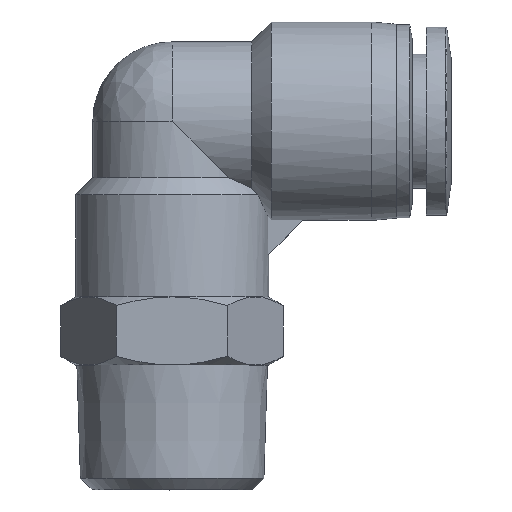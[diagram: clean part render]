
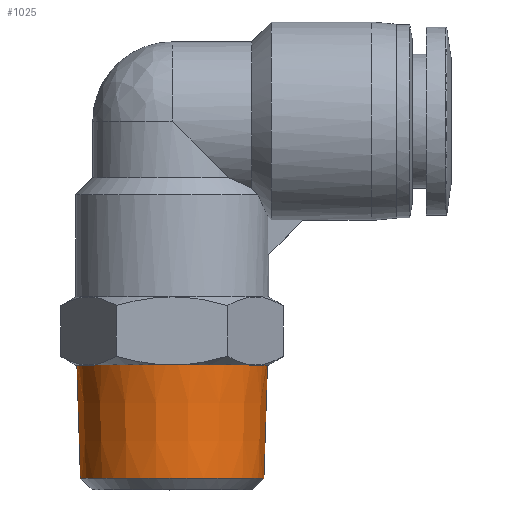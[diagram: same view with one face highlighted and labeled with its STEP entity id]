
A CAD part, top view. The second image highlights one B-rep face of the part: STEP entity #1025.
In plain terms, the highlighted conical face has half-angle 1.79 degrees and reference radius 8.4 mm.
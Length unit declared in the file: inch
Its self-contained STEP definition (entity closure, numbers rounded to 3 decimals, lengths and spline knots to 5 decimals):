
#39 = DIRECTION ( 'NONE',  ( -1., 0., 0. ) ) ;
#107 = EDGE_CURVE ( 'NONE', #5008, #619, #5191, .T. ) ;
#285 = CARTESIAN_POINT ( 'NONE',  ( 0., -0.23622, 0. ) ) ;
#609 = DIRECTION ( 'NONE',  ( -0.031, 1., 0. ) ) ;
#619 = VERTEX_POINT ( 'NONE', #1595 ) ;
#733 = ORIENTED_EDGE ( 'NONE', *, *, #2321, .F. ) ;
#1025 = ADVANCED_FACE ( 'NONE', ( #1744 ), #1534, .T. ) ;
#1036 = DIRECTION ( 'NONE',  ( 0.031, 1., 0. ) ) ;
#1205 = CARTESIAN_POINT ( 'NONE',  ( -0.33071, -0.23622, 0. ) ) ;
#1224 = CARTESIAN_POINT ( 'NONE',  ( -0.33071, -0.23622, 0.04329 ) ) ;
#1238 = CARTESIAN_POINT ( 'NONE',  ( -0.3221, -0.23622, 0.08656 ) ) ;
#1259 = CARTESIAN_POINT ( 'NONE',  ( -0.28897, -0.23622, 0.16655 ) ) ;
#1314 = CARTESIAN_POINT ( 'NONE',  ( -0.26446, -0.23622, 0.20324 ) ) ;
#1333 = CARTESIAN_POINT ( 'NONE',  ( -0.20324, -0.23622, 0.26446 ) ) ;
#1379 = CARTESIAN_POINT ( 'NONE',  ( -0.16655, -0.23622, 0.28897 ) ) ;
#1400 = CARTESIAN_POINT ( 'NONE',  ( -0.08656, -0.23622, 0.3221 ) ) ;
#1534 = CONICAL_SURFACE ( 'NONE', #3638, 0.33071, 0.031 ) ;
#1595 = CARTESIAN_POINT ( 'NONE',  ( -0.33071, -0.23622, 0. ) ) ;
#1597 = CARTESIAN_POINT ( 'NONE',  ( -0.04329, -0.23622, 0.33071 ) ) ;
#1613 = CARTESIAN_POINT ( 'NONE',  ( 0.04329, -0.23622, 0.33071 ) ) ;
#1631 = CARTESIAN_POINT ( 'NONE',  ( 0.08656, -0.23622, 0.3221 ) ) ;
#1672 = CARTESIAN_POINT ( 'NONE',  ( 0.16655, -0.23622, 0.28897 ) ) ;
#1688 = CARTESIAN_POINT ( 'NONE',  ( 0.20324, -0.23622, 0.26446 ) ) ;
#1706 = CARTESIAN_POINT ( 'NONE',  ( 0.26446, -0.23622, 0.20324 ) ) ;
#1722 = CARTESIAN_POINT ( 'NONE',  ( 0.28897, -0.23622, 0.16655 ) ) ;
#1744 = FACE_OUTER_BOUND ( 'NONE', #3885, .T. ) ;
#1759 = CARTESIAN_POINT ( 'NONE',  ( -0.3184, -0.62994, 0. ) ) ;
#1777 = CARTESIAN_POINT ( 'NONE',  ( 0.33071, -0.23622, 0. ) ) ;
#1794 = CARTESIAN_POINT ( 'NONE',  ( 0.3221, -0.23622, 0.08656 ) ) ;
#1903 = ORIENTED_EDGE ( 'NONE', *, *, #107, .T. ) ;
#2055 = VECTOR ( 'NONE', #1036, 39.37008 ) ;
#2059 = LINE ( 'NONE', #3456, #2055 ) ;
#2109 = CARTESIAN_POINT ( 'NONE',  ( 0.33071, -0.23622, 0.04329 ) ) ;
#2207 = CARTESIAN_POINT ( 'NONE',  ( 0.33071, -0.23622, 0. ) ) ;
#2321 = EDGE_CURVE ( 'NONE', #4968, #619, #3657, .T. ) ;
#2351 = DIRECTION ( 'NONE',  ( -1., 0., 0. ) ) ;
#2501 = DIRECTION ( 'NONE',  ( 0., -1., 0. ) ) ;
#2945 = EDGE_CURVE ( 'NONE', #4492, #5008, #2059, .T. ) ;
#3063 = CARTESIAN_POINT ( 'NONE',  ( -0.33071, -0.23622, 0. ) ) ;
#3456 = CARTESIAN_POINT ( 'NONE',  ( 0.33071, -0.23622, 0. ) ) ;
#3521 = ORIENTED_EDGE ( 'NONE', *, *, #3980, .F. ) ;
#3591 = ORIENTED_EDGE ( 'NONE', *, *, #2945, .T. ) ;
#3630 = VECTOR ( 'NONE', #609, 39.37008 ) ;
#3638 = AXIS2_PLACEMENT_3D ( 'NONE', #285, #4771, #2351 ) ;
#3657 = LINE ( 'NONE', #3063, #3630 ) ;
#3885 = EDGE_LOOP ( 'NONE', ( #3521, #3591, #1903, #733 ) ) ;
#3921 = AXIS2_PLACEMENT_3D ( 'NONE', #4890, #2501, #39 ) ;
#3980 = EDGE_CURVE ( 'NONE', #4492, #4968, #4287, .T. ) ;
#4287 = CIRCLE ( 'NONE', #3921, 0.3184 ) ;
#4492 = VERTEX_POINT ( 'NONE', #4781 ) ;
#4771 = DIRECTION ( 'NONE',  ( 0., 1., 0. ) ) ;
#4781 = CARTESIAN_POINT ( 'NONE',  ( 0.3184, -0.62994, 0. ) ) ;
#4890 = CARTESIAN_POINT ( 'NONE',  ( 0., -0.62994, 0. ) ) ;
#4968 = VERTEX_POINT ( 'NONE', #1759 ) ;
#5008 = VERTEX_POINT ( 'NONE', #2207 ) ;
#5191 = B_SPLINE_CURVE_WITH_KNOTS ( 'NONE', 3,
 ( #1777, #2109, #1794, #1722, #1706, #1688, #1672, #1631, #1613, #1597, #1400, #1379, #1333, #1314, #1259, #1238, #1224, #1205 ),
 .UNSPECIFIED., .F., .F.,
 ( 4, 2, 2, 2, 2, 2, 2, 2, 4 ),
 ( 0.5, 0.5625, 0.625, 0.6875, 0.75, 0.8125, 0.875, 0.9375, 1. ),
 .UNSPECIFIED. ) ;
